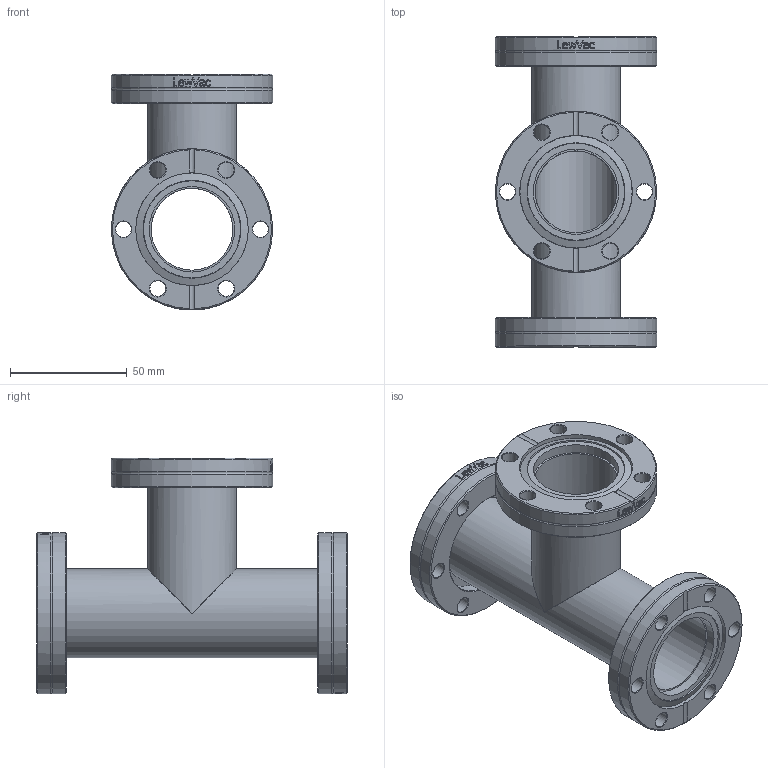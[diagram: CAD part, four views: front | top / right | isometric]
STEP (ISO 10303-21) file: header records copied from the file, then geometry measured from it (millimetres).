
FILE_DESCRIPTION(/* description */ (''),/* implementation_level */ '2;1');
FILE_NAME(/* name */ 'FL-T40CF-L.stp',/* time_stamp */ '2018-02-28T11:16:18+00:00',/* author */ ('paul'),/* organization */ (''),/* preprocessor_version */ 'ST-DEVELOPER v17',/* originating_system */ 'Autodesk Inventor 2018',/* authorisation */ '');
FILE_SCHEMA (('AUTOMOTIVE_DESIGN { 1 0 10303 214 3 1 1 }'));
Length unit declared in the file: millimetre
Products named in the file (7): FL-T40CF-L; FL-40CF-38; FL-40CFR-38; FL-40CF-OUT; FL-40CF-INB38.1; main tube; side tube
Assembly tree (7 placements, depth 3):
  FL-T40CF-L
    FL-40CF-38
    FL-40CFR-38  x2
      FL-40CF-OUT
      FL-40CF-INB38.1
    main tube
    side tube
Bounding box: 69.1 x 133 x 101.05 mm (x, y, z)
Volume: 112901.2 mm3; surface area: 75151.8 mm2
Topology: 7 solids, 7 shells, 402 faces, 1110 edges, 743 vertices
Faces by surface type: plane 152, bspline 123, cylinder 71, cone 53, torus 3
Full cylindrical faces by diameter (mm): 6.7 x18, 35 x2, 36.6 x3, 38.1 x2, 38.2 x3, 45.5 x2, 48.1 x2, 48.26 x1, 48.3 x2, 69.1 x6
Entity records: 11895 total; most frequent: CARTESIAN_POINT 4991, ORIENTED_EDGE 1492, DIRECTION 1239, EDGE_CURVE 746, VERTEX_POINT 499, AXIS2_PLACEMENT_3D 475, EDGE_LOOP 319, LINE 289
